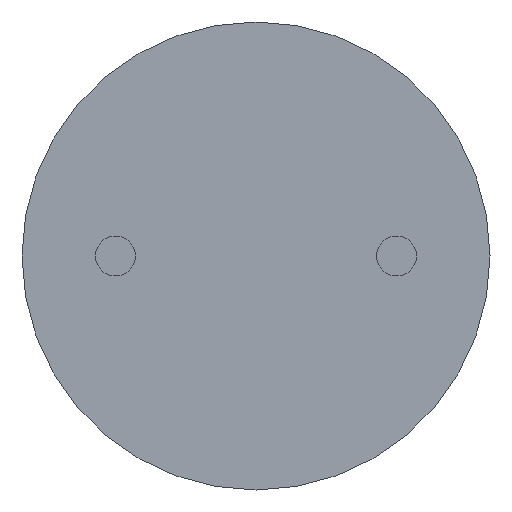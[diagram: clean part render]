
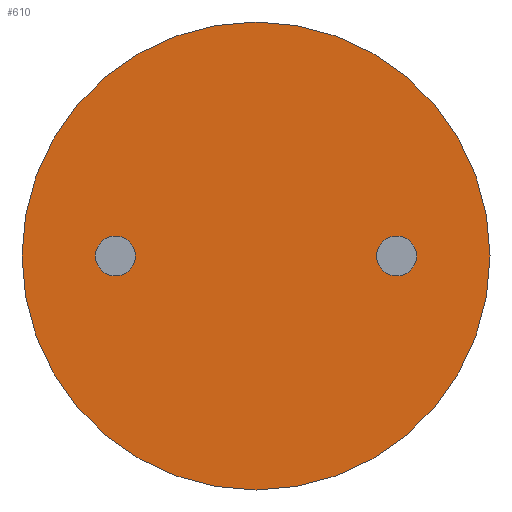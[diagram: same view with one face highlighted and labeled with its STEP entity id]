
A CAD part, front view. The second image highlights one B-rep face of the part: STEP entity #610.
In plain terms, the highlighted planar face has unit normal (0, -1, 0).
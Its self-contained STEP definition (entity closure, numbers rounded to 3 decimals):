
#16 = DIRECTION ( 'NONE',  ( 0., 0., 1. ) ) ;
#31 = FACE_BOUND ( 'NONE', #625, .T. ) ;
#48 = DIRECTION ( 'NONE',  ( 0., 1., 0. ) ) ;
#92 = VERTEX_POINT ( 'NONE', #573 ) ;
#97 = VERTEX_POINT ( 'NONE', #521 ) ;
#123 = CIRCLE ( 'NONE', #720, 0.76 ) ;
#127 = DIRECTION ( 'NONE',  ( 0., 0., 1. ) ) ;
#138 = CARTESIAN_POINT ( 'NONE',  ( -5.35, 0., 0. ) ) ;
#142 = DIRECTION ( 'NONE',  ( 0., 0., -1. ) ) ;
#147 = DIRECTION ( 'NONE',  ( 0., 0., 1. ) ) ;
#153 = ORIENTED_EDGE ( 'NONE', *, *, #165, .F. ) ;
#163 = VERTEX_POINT ( 'NONE', #304 ) ;
#165 = EDGE_CURVE ( 'NONE', #381, #92, #464, .T. ) ;
#179 = CARTESIAN_POINT ( 'NONE',  ( -5.35, 0., 0.76 ) ) ;
#192 = PLANE ( 'NONE',  #212 ) ;
#212 = AXIS2_PLACEMENT_3D ( 'NONE', #438, #357, #732 ) ;
#223 = CARTESIAN_POINT ( 'NONE',  ( 0., 0., 8.9 ) ) ;
#243 = CARTESIAN_POINT ( 'NONE',  ( 5.35, 0., 0. ) ) ;
#246 = CARTESIAN_POINT ( 'NONE',  ( 5.35, 0., 0. ) ) ;
#258 = ORIENTED_EDGE ( 'NONE', *, *, #657, .F. ) ;
#290 = EDGE_CURVE ( 'NONE', #514, #364, #667, .T. ) ;
#304 = CARTESIAN_POINT ( 'NONE',  ( 5.35, 0., -0.76 ) ) ;
#309 = ORIENTED_EDGE ( 'NONE', *, *, #290, .F. ) ;
#314 = ORIENTED_EDGE ( 'NONE', *, *, #756, .F. ) ;
#316 = ORIENTED_EDGE ( 'NONE', *, *, #587, .F. ) ;
#357 = DIRECTION ( 'NONE',  ( 0., 1., 0. ) ) ;
#363 = CARTESIAN_POINT ( 'NONE',  ( 0., 0., 0. ) ) ;
#364 = VERTEX_POINT ( 'NONE', #568 ) ;
#367 = DIRECTION ( 'NONE',  ( 0., -1., 0. ) ) ;
#381 = VERTEX_POINT ( 'NONE', #179 ) ;
#391 = AXIS2_PLACEMENT_3D ( 'NONE', #246, #484, #127 ) ;
#414 = AXIS2_PLACEMENT_3D ( 'NONE', #243, #482, #16 ) ;
#438 = CARTESIAN_POINT ( 'NONE',  ( 0., 0., 0. ) ) ;
#442 = EDGE_LOOP ( 'NONE', ( #258, #314 ) ) ;
#455 = CIRCLE ( 'NONE', #503, 8.9 ) ;
#464 = CIRCLE ( 'NONE', #749, 0.76 ) ;
#482 = DIRECTION ( 'NONE',  ( 0., -1., 0. ) ) ;
#484 = DIRECTION ( 'NONE',  ( 0., -1., 0. ) ) ;
#485 = FACE_OUTER_BOUND ( 'NONE', #616, .T. ) ;
#495 = CARTESIAN_POINT ( 'NONE',  ( -5.35, 0., 0. ) ) ;
#496 = DIRECTION ( 'NONE',  ( 0., 0., 1. ) ) ;
#503 = AXIS2_PLACEMENT_3D ( 'NONE', #543, #676, #142 ) ;
#514 = VERTEX_POINT ( 'NONE', #223 ) ;
#521 = CARTESIAN_POINT ( 'NONE',  ( 5.35, 0., 0.76 ) ) ;
#528 = AXIS2_PLACEMENT_3D ( 'NONE', #363, #48, #770 ) ;
#543 = CARTESIAN_POINT ( 'NONE',  ( 0., 0., 0. ) ) ;
#550 = DIRECTION ( 'NONE',  ( 0., -1., 0. ) ) ;
#568 = CARTESIAN_POINT ( 'NONE',  ( 0., 0., -8.9 ) ) ;
#573 = CARTESIAN_POINT ( 'NONE',  ( -5.35, 0., -0.76 ) ) ;
#577 = ORIENTED_EDGE ( 'NONE', *, *, #613, .F. ) ;
#582 = CIRCLE ( 'NONE', #414, 0.76 ) ;
#587 = EDGE_CURVE ( 'NONE', #92, #381, #123, .T. ) ;
#610 = ADVANCED_FACE ( 'NONE', ( #623, #485, #31 ), #192, .F. ) ;
#613 = EDGE_CURVE ( 'NONE', #364, #514, #455, .T. ) ;
#616 = EDGE_LOOP ( 'NONE', ( #577, #309 ) ) ;
#623 = FACE_BOUND ( 'NONE', #442, .T. ) ;
#625 = EDGE_LOOP ( 'NONE', ( #153, #316 ) ) ;
#657 = EDGE_CURVE ( 'NONE', #97, #163, #582, .T. ) ;
#667 = CIRCLE ( 'NONE', #528, 8.9 ) ;
#676 = DIRECTION ( 'NONE',  ( 0., 1., 0. ) ) ;
#720 = AXIS2_PLACEMENT_3D ( 'NONE', #495, #550, #147 ) ;
#732 = DIRECTION ( 'NONE',  ( 0., 0., 1. ) ) ;
#737 = CIRCLE ( 'NONE', #391, 0.76 ) ;
#749 = AXIS2_PLACEMENT_3D ( 'NONE', #138, #367, #496 ) ;
#756 = EDGE_CURVE ( 'NONE', #163, #97, #737, .T. ) ;
#770 = DIRECTION ( 'NONE',  ( 0., 0., -1. ) ) ;
